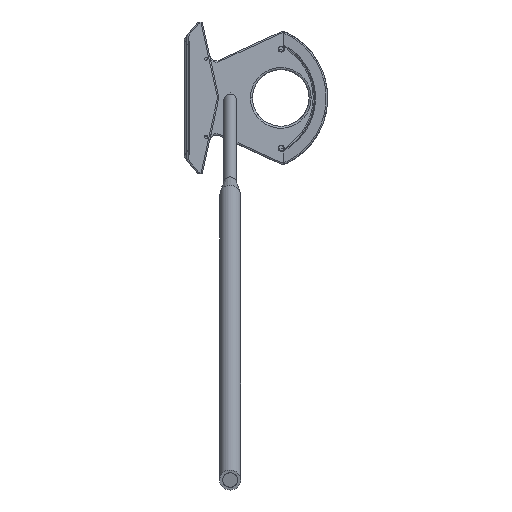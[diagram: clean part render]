
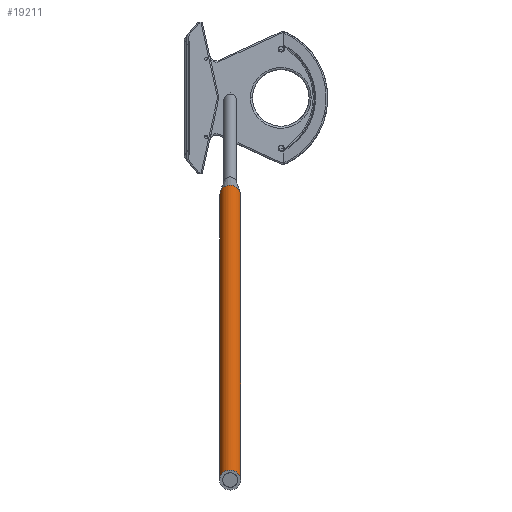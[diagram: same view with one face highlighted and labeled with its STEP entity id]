
A CAD part, top view. The second image highlights one B-rep face of the part: STEP entity #19211.
In plain terms, the highlighted cylindrical face has radius 7.62 mm (diameter 15.24 mm), a partial arc.
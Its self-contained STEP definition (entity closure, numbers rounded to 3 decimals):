
#938 = CARTESIAN_POINT ( 'NONE',  ( 0., 0., 236.449 ) ) ;
#980 = CARTESIAN_POINT ( 'NONE',  ( 7.62, 0., 908.049 ) ) ;
#1270 = CYLINDRICAL_SURFACE ( 'NONE', #5525, 7.62 ) ;
#1313 = DIRECTION ( 'NONE',  ( 0., 0., 1. ) ) ;
#1818 = DIRECTION ( 'NONE',  ( 0., 0., -1. ) ) ;
#2174 = LINE ( 'NONE', #980, #11151 ) ;
#2690 = EDGE_CURVE ( 'NONE', #4438, #14862, #2174, .T. ) ;
#3945 = DIRECTION ( 'NONE',  ( 1., 0., 0. ) ) ;
#4438 = VERTEX_POINT ( 'NONE', #18325 ) ;
#4611 = ORIENTED_EDGE ( 'NONE', *, *, #2690, .T. ) ;
#5406 = FACE_OUTER_BOUND ( 'NONE', #7779, .T. ) ;
#5525 = AXIS2_PLACEMENT_3D ( 'NONE', #8776, #19256, #19348 ) ;
#6108 = EDGE_CURVE ( 'NONE', #14862, #6770, #18193, .T. ) ;
#6741 = DIRECTION ( 'NONE',  ( 0., 0., 1. ) ) ;
#6770 = VERTEX_POINT ( 'NONE', #15571 ) ;
#7615 = CARTESIAN_POINT ( 'NONE',  ( -7.62, 0., 908.049 ) ) ;
#7779 = EDGE_LOOP ( 'NONE', ( #9651, #4611, #18783, #15891 ) ) ;
#8776 = CARTESIAN_POINT ( 'NONE',  ( 0., 0., 908.049 ) ) ;
#8858 = VECTOR ( 'NONE', #1818, 1000. ) ;
#8910 = CARTESIAN_POINT ( 'NONE',  ( 0., 0., 908.049 ) ) ;
#9515 = LINE ( 'NONE', #7615, #8858 ) ;
#9618 = AXIS2_PLACEMENT_3D ( 'NONE', #938, #6741, #3945 ) ;
#9651 = ORIENTED_EDGE ( 'NONE', *, *, #11196, .F. ) ;
#11151 = VECTOR ( 'NONE', #19242, 1000. ) ;
#11196 = EDGE_CURVE ( 'NONE', #4438, #17817, #11692, .T. ) ;
#11692 = CIRCLE ( 'NONE', #19315, 7.62 ) ;
#14862 = VERTEX_POINT ( 'NONE', #15561 ) ;
#15561 = CARTESIAN_POINT ( 'NONE',  ( 7.62, 0., 236.449 ) ) ;
#15571 = CARTESIAN_POINT ( 'NONE',  ( -7.62, 0., 236.449 ) ) ;
#15891 = ORIENTED_EDGE ( 'NONE', *, *, #16388, .F. ) ;
#16388 = EDGE_CURVE ( 'NONE', #17817, #6770, #9515, .T. ) ;
#17252 = CARTESIAN_POINT ( 'NONE',  ( -7.62, 0., 908.049 ) ) ;
#17817 = VERTEX_POINT ( 'NONE', #17252 ) ;
#18193 = CIRCLE ( 'NONE', #9618, 7.62 ) ;
#18325 = CARTESIAN_POINT ( 'NONE',  ( 7.62, 0., 908.049 ) ) ;
#18783 = ORIENTED_EDGE ( 'NONE', *, *, #6108, .T. ) ;
#19211 = ADVANCED_FACE ( 'NONE', ( #5406 ), #1270, .T. ) ;
#19242 = DIRECTION ( 'NONE',  ( 0., 0., -1. ) ) ;
#19256 = DIRECTION ( 'NONE',  ( 0., 0., -1. ) ) ;
#19315 = AXIS2_PLACEMENT_3D ( 'NONE', #8910, #1313, #19572 ) ;
#19348 = DIRECTION ( 'NONE',  ( -1., 0., 0. ) ) ;
#19572 = DIRECTION ( 'NONE',  ( 1., 0., 0. ) ) ;
